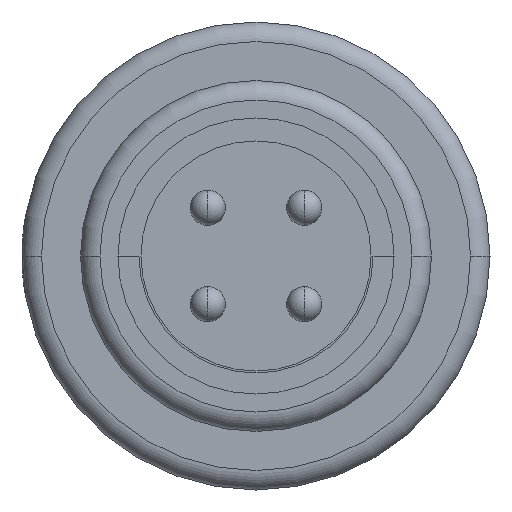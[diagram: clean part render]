
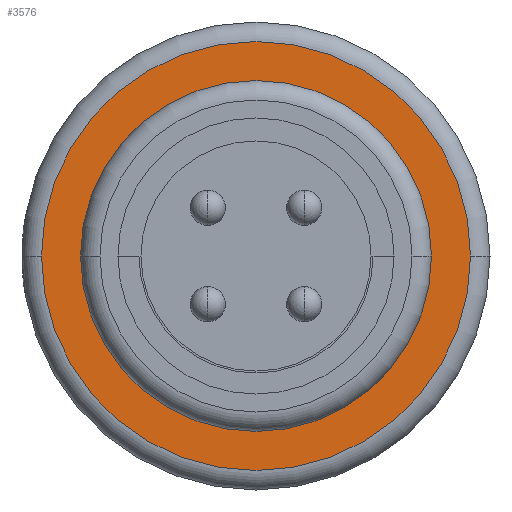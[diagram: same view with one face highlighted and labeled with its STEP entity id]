
A CAD part, left-side view. The second image highlights one B-rep face of the part: STEP entity #3576.
In plain terms, the highlighted planar face has unit normal (-1, 0, 0).
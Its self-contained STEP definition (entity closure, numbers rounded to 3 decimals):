
#1039=CARTESIAN_POINT('',(-2.4,0.,0.));
#1040=DIRECTION('',(-1.,0.,0.));
#1041=DIRECTION('',(0.,-1.,0.));
#1042=AXIS2_PLACEMENT_3D('',#1039,#1040,#1041);
#1047=CARTESIAN_POINT('',(-2.4,0.,0.));
#1048=DIRECTION('',(-1.,0.,0.));
#1049=DIRECTION('',(0.,1.,0.));
#1050=AXIS2_PLACEMENT_3D('',#1047,#1048,#1049);
#1063=CARTESIAN_POINT('',(-2.4,0.,0.));
#1064=DIRECTION('',(1.,0.,0.));
#1065=DIRECTION('',(0.,1.,0.));
#1066=AXIS2_PLACEMENT_3D('',#1063,#1064,#1065);
#1530=CARTESIAN_POINT('',(-2.4,0.,0.));
#1531=DIRECTION('',(-1.,0.,0.));
#1532=DIRECTION('',(0.,1.,0.));
#1533=AXIS2_PLACEMENT_3D('',#1530,#1531,#1532);
#2469=CARTESIAN_POINT('',(-2.4,4.5,0.));
#2470=CARTESIAN_POINT('',(-2.4,-4.5,0.));
#2471=VERTEX_POINT('',#2469);
#2472=VERTEX_POINT('',#2470);
#2581=CARTESIAN_POINT('',(-2.4,-5.5,0.));
#2582=CARTESIAN_POINT('',(-2.4,5.5,0.));
#2583=VERTEX_POINT('',#2581);
#2584=VERTEX_POINT('',#2582);
#3560=CARTESIAN_POINT('',(-2.4,0.,0.));
#3561=DIRECTION('',(1.,0.,0.));
#3562=DIRECTION('',(0.,-1.,0.));
#3563=AXIS2_PLACEMENT_3D('',#3560,#3561,#3562);
#3564=PLANE('',#3563);
#3566=ORIENTED_EDGE('',*,*,#3565,.F.);
#3567=ORIENTED_EDGE('',*,*,#3550,.F.);
#3568=EDGE_LOOP('',(#3566,#3567));
#3569=FACE_OUTER_BOUND('',#3568,.F.);
#3571=ORIENTED_EDGE('',*,*,#3570,.F.);
#3573=ORIENTED_EDGE('',*,*,#3572,.T.);
#3574=EDGE_LOOP('',(#3571,#3573));
#3575=FACE_BOUND('',#3574,.F.);
#1043=CIRCLE('',#1042,5.5);
#1051=CIRCLE('',#1050,5.5);
#1067=CIRCLE('',#1066,4.5);
#1534=CIRCLE('',#1533,4.5);
#3550=EDGE_CURVE('',#2584,#2583,#1051,.T.);
#3565=EDGE_CURVE('',#2583,#2584,#1043,.T.);
#3570=EDGE_CURVE('',#2471,#2472,#1067,.T.);
#3572=EDGE_CURVE('',#2471,#2472,#1534,.T.);
#3576=ADVANCED_FACE('',(#3569,#3575),#3564,.F.);
